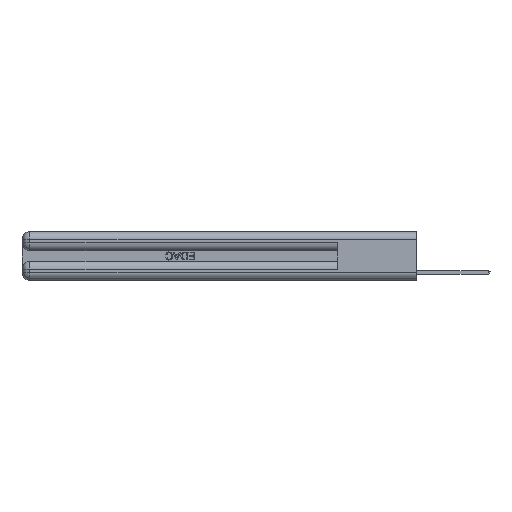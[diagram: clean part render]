
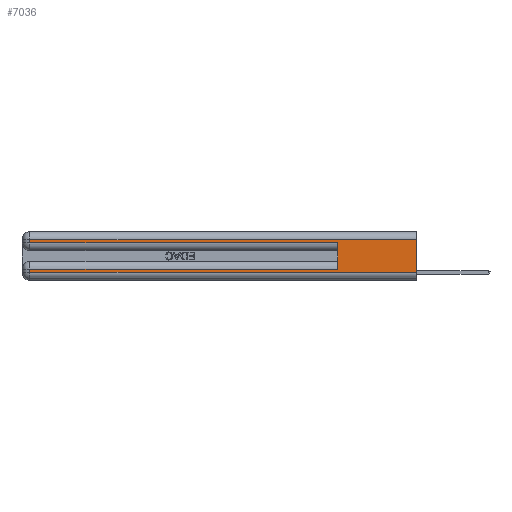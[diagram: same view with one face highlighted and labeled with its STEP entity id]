
A CAD part, left-side view. The second image highlights one B-rep face of the part: STEP entity #7036.
In plain terms, the highlighted planar face has unit normal (-1, 0, 0).
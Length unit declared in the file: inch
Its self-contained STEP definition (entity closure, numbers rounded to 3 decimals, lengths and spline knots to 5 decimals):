
#13 = DIRECTION ( 'NONE',  ( 0., 0., -1. ) ) ;
#500 = DIRECTION ( 'NONE',  ( 0., -1., 0. ) ) ;
#1799 = VECTOR ( 'NONE', #500, 39.37008 ) ;
#3695 = ORIENTED_EDGE ( 'NONE', *, *, #6383, .T. ) ;
#4486 = FACE_OUTER_BOUND ( 'NONE', #5058, .T. ) ;
#4611 = LINE ( 'NONE', #15325, #27434 ) ;
#4816 = VERTEX_POINT ( 'NONE', #13789 ) ;
#4895 = LINE ( 'NONE', #15605, #34574 ) ;
#5058 = EDGE_LOOP ( 'NONE', ( #19398, #3695, #31370, #28020, #30779, #23436, #23707, #34425 ) ) ;
#5192 = VECTOR ( 'NONE', #23469, 39.37008 ) ;
#6095 = VERTEX_POINT ( 'NONE', #24552 ) ;
#6309 = VERTEX_POINT ( 'NONE', #26456 ) ;
#6383 = EDGE_CURVE ( 'NONE', #6095, #4816, #8429, .T. ) ;
#7036 = ADVANCED_FACE ( 'NONE', ( #4486 ), #33746, .F. ) ;
#8104 = CARTESIAN_POINT ( 'NONE',  ( 0., 0.6, 0.285 ) ) ;
#8250 = CARTESIAN_POINT ( 'NONE',  ( 0., 0., 0.085 ) ) ;
#8429 = LINE ( 'NONE', #29765, #8668 ) ;
#8668 = VECTOR ( 'NONE', #19110, 39.37008 ) ;
#8864 = VERTEX_POINT ( 'NONE', #11463 ) ;
#9013 = LINE ( 'NONE', #15440, #5192 ) ;
#9240 = VERTEX_POINT ( 'NONE', #8104 ) ;
#9483 = DIRECTION ( 'NONE',  ( 0., -1., 0. ) ) ;
#10329 = VECTOR ( 'NONE', #23996, 39.37008 ) ;
#11463 = CARTESIAN_POINT ( 'NONE',  ( 0., 2.94, 0.06 ) ) ;
#13789 = CARTESIAN_POINT ( 'NONE',  ( 0., 2.94, 0.31 ) ) ;
#13835 = LINE ( 'NONE', #24478, #1799 ) ;
#13908 = EDGE_CURVE ( 'NONE', #8864, #18755, #4895, .T. ) ;
#14082 = CARTESIAN_POINT ( 'NONE',  ( 0., 0., 0.06 ) ) ;
#14330 = LINE ( 'NONE', #8250, #10329 ) ;
#14815 = CARTESIAN_POINT ( 'NONE',  ( 0., 2.94, 0.285 ) ) ;
#15030 = DIRECTION ( 'NONE',  ( 1., 0., 0. ) ) ;
#15325 = CARTESIAN_POINT ( 'NONE',  ( 0., 2.94, 0.37 ) ) ;
#15440 = CARTESIAN_POINT ( 'NONE',  ( 0., 0.6, 0.145 ) ) ;
#15605 = CARTESIAN_POINT ( 'NONE',  ( 0., 0., 0.06 ) ) ;
#16325 = LINE ( 'NONE', #24176, #28775 ) ;
#16997 = AXIS2_PLACEMENT_3D ( 'NONE', #25692, #15030, #22547 ) ;
#17197 = EDGE_CURVE ( 'NONE', #21193, #8864, #4611, .T. ) ;
#18755 = VERTEX_POINT ( 'NONE', #14082 ) ;
#19110 = DIRECTION ( 'NONE',  ( 0., 1., 0. ) ) ;
#19398 = ORIENTED_EDGE ( 'NONE', *, *, #29881, .F. ) ;
#20133 = CARTESIAN_POINT ( 'NONE',  ( 0., 2.94, 0.37 ) ) ;
#20905 = EDGE_CURVE ( 'NONE', #31125, #9240, #13835, .T. ) ;
#21193 = VERTEX_POINT ( 'NONE', #30204 ) ;
#22547 = DIRECTION ( 'NONE',  ( 0., 0., -1. ) ) ;
#23349 = DIRECTION ( 'NONE',  ( 0., 0., -1. ) ) ;
#23436 = ORIENTED_EDGE ( 'NONE', *, *, #29233, .T. ) ;
#23469 = DIRECTION ( 'NONE',  ( 0., 0., 1. ) ) ;
#23707 = ORIENTED_EDGE ( 'NONE', *, *, #17197, .T. ) ;
#23996 = DIRECTION ( 'NONE',  ( 0., 1., 0. ) ) ;
#24176 = CARTESIAN_POINT ( 'NONE',  ( 0., 0., 0.37 ) ) ;
#24478 = CARTESIAN_POINT ( 'NONE',  ( 0., 0., 0.285 ) ) ;
#24552 = CARTESIAN_POINT ( 'NONE',  ( 0., 0., 0.31 ) ) ;
#24577 = EDGE_CURVE ( 'NONE', #4816, #31125, #25019, .T. ) ;
#24856 = DIRECTION ( 'NONE',  ( 0., 0., -1. ) ) ;
#25019 = LINE ( 'NONE', #20133, #31682 ) ;
#25692 = CARTESIAN_POINT ( 'NONE',  ( 0., 0., 0.37 ) ) ;
#26456 = CARTESIAN_POINT ( 'NONE',  ( 0., 0.6, 0.085 ) ) ;
#27368 = EDGE_CURVE ( 'NONE', #6309, #9240, #9013, .T. ) ;
#27434 = VECTOR ( 'NONE', #23349, 39.37008 ) ;
#28020 = ORIENTED_EDGE ( 'NONE', *, *, #20905, .T. ) ;
#28775 = VECTOR ( 'NONE', #13, 39.37008 ) ;
#29233 = EDGE_CURVE ( 'NONE', #6309, #21193, #14330, .T. ) ;
#29765 = CARTESIAN_POINT ( 'NONE',  ( 0., 0., 0.31 ) ) ;
#29881 = EDGE_CURVE ( 'NONE', #6095, #18755, #16325, .T. ) ;
#30204 = CARTESIAN_POINT ( 'NONE',  ( 0., 2.94, 0.085 ) ) ;
#30779 = ORIENTED_EDGE ( 'NONE', *, *, #27368, .F. ) ;
#31125 = VERTEX_POINT ( 'NONE', #14815 ) ;
#31370 = ORIENTED_EDGE ( 'NONE', *, *, #24577, .T. ) ;
#31682 = VECTOR ( 'NONE', #24856, 39.37008 ) ;
#33746 = PLANE ( 'NONE',  #16997 ) ;
#34425 = ORIENTED_EDGE ( 'NONE', *, *, #13908, .T. ) ;
#34574 = VECTOR ( 'NONE', #9483, 39.37008 ) ;
